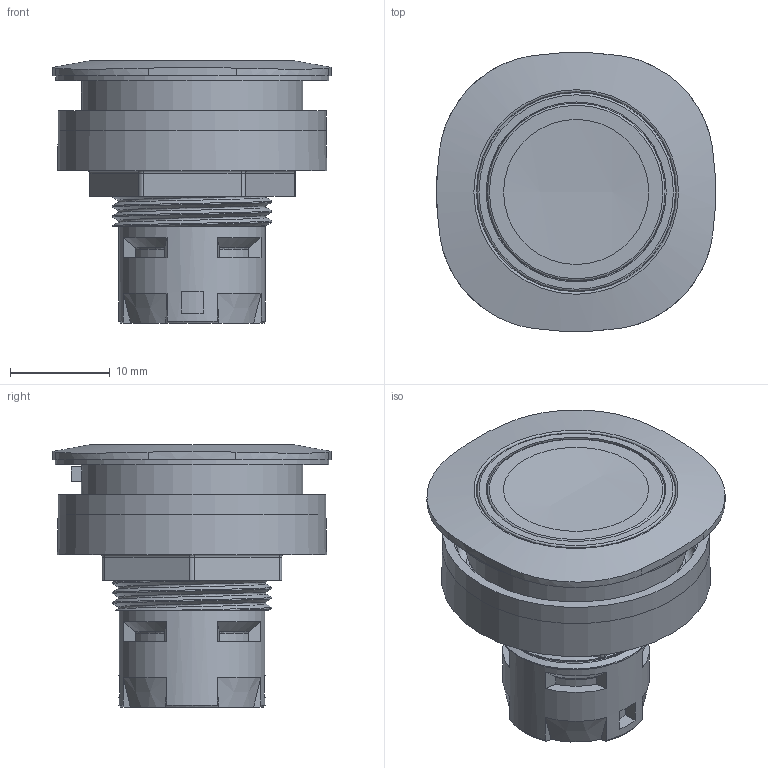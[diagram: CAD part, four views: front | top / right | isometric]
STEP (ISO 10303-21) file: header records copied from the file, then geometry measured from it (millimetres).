
FILE_DESCRIPTION(/* description */ (''),/* implementation_level */ '2;1');
FILE_NAME(/* name */ 'RQJTLR_ipt.stp',/* time_stamp */ '2017-05-10T15:08:38+02:00',/* author */ ('ahoffmann'),/* organization */ (''),/* preprocessor_version */ 'ST-DEVELOPER v16.1',/* originating_system */ 'Autodesk Inventor 2016',/* authorisation */ '');
FILE_SCHEMA (('AUTOMOTIVE_DESIGN { 1 0 10303 214 3 1 1 }'));
Length unit declared in the file: centimetre
Products named in the file (1): RQJTLR_vereinfacht
Bounding box: 27.96 x 27.93 x 26.3 mm (x, y, z)
Volume: 7779.7 mm3; surface area: 5966.4 mm2
Topology: 1 solids, 5 shells, 183 faces, 452 edges, 295 vertices
Faces by surface type: plane 80, cylinder 57, cone 22, torus 20, bspline 3, sphere 1
Full cylindrical faces by diameter (mm): 12 x2, 12.1 x2, 14.7 x1, 16 x2, 16.5 x1, 17.8 x1, 18.05 x1, 19.9 x1, 20.05 x1, 22.2 x1, 25 x1, 26.86 x1, 27.4 x1
Entity records: 8355 total; most frequent: CARTESIAN_POINT 4224, DIRECTION 865, ORIENTED_EDGE 814, EDGE_CURVE 406, AXIS2_PLACEMENT_3D 351, VERTEX_POINT 280, EDGE_LOOP 232, FACE_OUTER_BOUND 181
